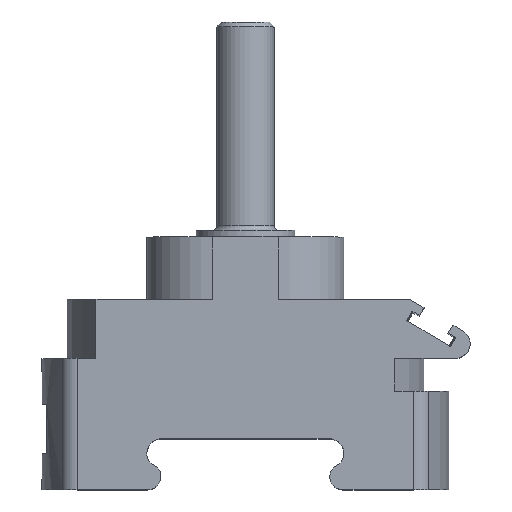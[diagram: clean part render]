
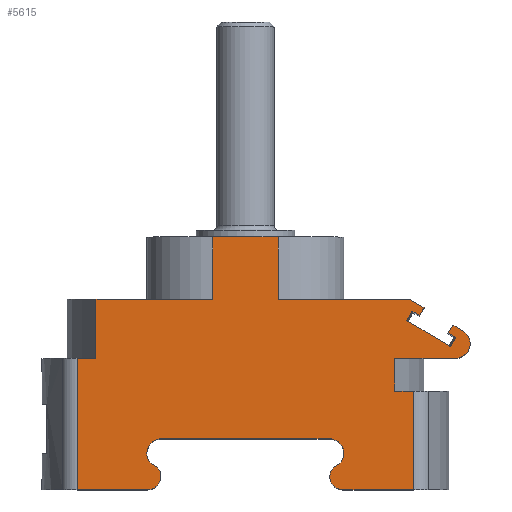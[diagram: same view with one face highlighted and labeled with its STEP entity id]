
A CAD part, top view. The second image highlights one B-rep face of the part: STEP entity #5615.
In plain terms, the highlighted planar face has unit normal (0, 0, 1).
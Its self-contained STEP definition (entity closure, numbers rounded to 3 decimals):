
#183=DIRECTION('',(-1.,0.,0.));
#184=VECTOR('',#183,7.1);
#185=CARTESIAN_POINT('',(-2.,11.6,6.));
#186=LINE('',#185,#184);
#384=DIRECTION('',(0.,-1.,0.));
#385=VECTOR('',#384,3.8);
#386=CARTESIAN_POINT('',(-2.,15.4,6.));
#387=LINE('',#386,#385);
#388=DIRECTION('',(-1.,0.,0.));
#389=VECTOR('',#388,4.);
#390=CARTESIAN_POINT('',(2.,15.4,6.));
#391=LINE('',#390,#389);
#392=DIRECTION('',(0.,1.,0.));
#393=VECTOR('',#392,3.8);
#394=CARTESIAN_POINT('',(2.,11.6,6.));
#395=LINE('',#394,#393);
#396=DIRECTION('',(-0.866,0.5,0.));
#397=VECTOR('',#396,1.025);
#398=CARTESIAN_POINT('',(10.888,11.088,6.));
#399=LINE('',#398,#397);
#400=DIRECTION('',(0.5,0.866,0.));
#401=VECTOR('',#400,0.548);
#402=CARTESIAN_POINT('',(10.614,10.614,6.));
#403=LINE('',#402,#401);
#404=DIRECTION('',(0.869,-0.495,0.));
#405=VECTOR('',#404,0.536);
#406=CARTESIAN_POINT('',(10.148,10.879,6.));
#407=LINE('',#406,#405);
#408=DIRECTION('',(0.484,0.875,0.));
#409=VECTOR('',#408,0.65);
#410=CARTESIAN_POINT('',(9.834,10.31,6.));
#411=LINE('',#410,#409);
#412=DIRECTION('',(-0.858,0.513,0.));
#413=VECTOR('',#412,3.11);
#414=CARTESIAN_POINT('',(12.502,8.714,6.));
#415=LINE('',#414,#413);
#416=DIRECTION('',(-0.5,-0.866,0.));
#417=VECTOR('',#416,0.652);
#418=CARTESIAN_POINT('',(12.828,9.279,6.));
#419=LINE('',#418,#417);
#420=DIRECTION('',(0.856,-0.516,0.));
#421=VECTOR('',#420,0.535);
#422=CARTESIAN_POINT('',(12.37,9.555,6.));
#423=LINE('',#422,#421);
#424=DIRECTION('',(-0.5,-0.866,0.));
#425=VECTOR('',#424,0.548);
#426=CARTESIAN_POINT('',(12.644,10.029,6.));
#427=LINE('',#426,#425);
#428=DIRECTION('',(-0.866,0.5,0.));
#429=VECTOR('',#428,0.7);
#430=CARTESIAN_POINT('',(13.25,9.679,6.));
#431=LINE('',#430,#429);
#432=CARTESIAN_POINT('',(12.8,8.9,6.));
#433=DIRECTION('',(0.,0.,1.));
#434=DIRECTION('',(0.,-1.,0.));
#435=AXIS2_PLACEMENT_3D('',#432,#433,#434);
#437=DIRECTION('',(0.,1.,0.));
#438=VECTOR('',#437,2.);
#439=CARTESIAN_POINT('',(9.1,6.,6.));
#440=LINE('',#439,#438);
#441=DIRECTION('',(1.,0.,0.));
#442=VECTOR('',#441,4.299);
#443=CARTESIAN_POINT('',(5.946,0.,6.));
#444=LINE('',#443,#442);
#445=CARTESIAN_POINT('',(5.946,0.8,6.));
#446=DIRECTION('',(0.,0.,1.));
#447=DIRECTION('',(-0.715,0.7,0.));
#448=AXIS2_PLACEMENT_3D('',#445,#446,#447);
#450=DIRECTION('',(-0.866,-0.5,0.));
#451=VECTOR('',#450,0.43);
#452=CARTESIAN_POINT('',(5.747,1.575,6.));
#453=LINE('',#452,#451);
#454=CARTESIAN_POINT('',(5.1,2.2,6.));
#455=DIRECTION('',(0.,0.,-1.));
#456=DIRECTION('',(0.,1.,0.));
#457=AXIS2_PLACEMENT_3D('',#454,#455,#456);
#459=DIRECTION('',(1.,0.,0.));
#460=VECTOR('',#459,10.2);
#461=CARTESIAN_POINT('',(-5.1,3.1,6.));
#462=LINE('',#461,#460);
#463=CARTESIAN_POINT('',(-5.1,2.2,6.));
#464=DIRECTION('',(0.,0.,-1.));
#465=DIRECTION('',(-0.719,-0.695,0.));
#466=AXIS2_PLACEMENT_3D('',#463,#464,#465);
#468=DIRECTION('',(-0.866,0.5,0.));
#469=VECTOR('',#468,0.43);
#470=CARTESIAN_POINT('',(-5.375,1.36,6.));
#471=LINE('',#470,#469);
#472=CARTESIAN_POINT('',(-5.946,0.8,6.));
#473=DIRECTION('',(0.,0.,1.));
#474=DIRECTION('',(0.,-1.,0.));
#475=AXIS2_PLACEMENT_3D('',#472,#473,#474);
#477=DIRECTION('',(1.,0.,0.));
#478=VECTOR('',#477,4.299);
#479=CARTESIAN_POINT('',(-10.245,0.,6.));
#480=LINE('',#479,#478);
#481=DIRECTION('',(0.,1.,0.));
#482=VECTOR('',#481,3.6);
#483=CARTESIAN_POINT('',(-9.1,8.,6.));
#484=LINE('',#483,#482);
#493=DIRECTION('',(-1.,0.,0.));
#494=VECTOR('',#493,8.);
#495=CARTESIAN_POINT('',(10.,11.6,6.));
#496=LINE('',#495,#494);
#784=DIRECTION('',(1.,0.,0.));
#785=VECTOR('',#784,3.7);
#786=CARTESIAN_POINT('',(9.1,8.,6.));
#787=LINE('',#786,#785);
#788=DIRECTION('',(-1.,0.,0.));
#789=VECTOR('',#788,1.145);
#790=CARTESIAN_POINT('',(10.245,6.,6.));
#791=LINE('',#790,#789);
#810=DIRECTION('',(0.,1.,0.));
#811=VECTOR('',#810,6.);
#812=CARTESIAN_POINT('',(10.245,0.,6.));
#813=LINE('',#812,#811);
#2986=DIRECTION('',(0.,-1.,0.));
#2987=VECTOR('',#2986,8.);
#2988=CARTESIAN_POINT('',(-10.245,8.,6.));
#2989=LINE('',#2988,#2987);
#3004=DIRECTION('',(-1.,0.,0.));
#3005=VECTOR('',#3004,1.145);
#3006=CARTESIAN_POINT('',(-9.1,8.,6.));
#3007=LINE('',#3006,#3005);
#4783=CARTESIAN_POINT('',(-5.1,3.1,6.));
#4784=CARTESIAN_POINT('',(5.1,3.1,6.));
#4785=VERTEX_POINT('',#4783);
#4786=VERTEX_POINT('',#4784);
#4787=CARTESIAN_POINT('',(5.747,1.575,6.));
#4788=VERTEX_POINT('',#4787);
#4789=CARTESIAN_POINT('',(5.375,1.36,6.));
#4790=VERTEX_POINT('',#4789);
#4791=CARTESIAN_POINT('',(5.946,0.,6.));
#4792=VERTEX_POINT('',#4791);
#4793=CARTESIAN_POINT('',(12.8,8.,6.));
#4794=CARTESIAN_POINT('',(13.25,9.679,6.));
#4795=VERTEX_POINT('',#4793);
#4796=VERTEX_POINT('',#4794);
#4797=CARTESIAN_POINT('',(12.644,10.029,6.));
#4798=VERTEX_POINT('',#4797);
#4799=CARTESIAN_POINT('',(10.888,11.088,6.));
#4800=CARTESIAN_POINT('',(10.,11.6,6.));
#4801=VERTEX_POINT('',#4799);
#4802=VERTEX_POINT('',#4800);
#4803=CARTESIAN_POINT('',(-5.946,0.,6.));
#4804=CARTESIAN_POINT('',(-5.375,1.36,6.));
#4805=VERTEX_POINT('',#4803);
#4806=VERTEX_POINT('',#4804);
#4807=CARTESIAN_POINT('',(-5.747,1.575,6.));
#4808=VERTEX_POINT('',#4807);
#4813=CARTESIAN_POINT('',(-9.1,8.,6.));
#4814=CARTESIAN_POINT('',(-9.1,11.6,6.));
#4815=VERTEX_POINT('',#4813);
#4816=VERTEX_POINT('',#4814);
#4821=CARTESIAN_POINT('',(9.1,6.,6.));
#4822=CARTESIAN_POINT('',(9.1,8.,6.));
#4823=VERTEX_POINT('',#4821);
#4824=VERTEX_POINT('',#4822);
#4829=CARTESIAN_POINT('',(10.245,0.,6.));
#4830=VERTEX_POINT('',#4829);
#4831=CARTESIAN_POINT('',(10.245,6.,6.));
#4832=VERTEX_POINT('',#4831);
#4845=CARTESIAN_POINT('',(-10.245,8.,6.));
#4846=VERTEX_POINT('',#4845);
#4847=CARTESIAN_POINT('',(-10.245,0.,6.));
#4848=VERTEX_POINT('',#4847);
#4981=CARTESIAN_POINT('',(-2.,15.4,6.));
#4982=VERTEX_POINT('',#4981);
#4983=CARTESIAN_POINT('',(-2.,11.6,6.));
#4984=VERTEX_POINT('',#4983);
#4985=CARTESIAN_POINT('',(2.,15.4,6.));
#4987=VERTEX_POINT('',#4985);
#4991=CARTESIAN_POINT('',(2.,11.6,6.));
#4992=VERTEX_POINT('',#4991);
#5263=CARTESIAN_POINT('',(12.502,8.714,6.));
#5264=CARTESIAN_POINT('',(9.834,10.31,6.));
#5265=VERTEX_POINT('',#5263);
#5266=VERTEX_POINT('',#5264);
#5275=CARTESIAN_POINT('',(12.37,9.555,6.));
#5276=VERTEX_POINT('',#5275);
#5277=CARTESIAN_POINT('',(10.614,10.614,6.));
#5278=VERTEX_POINT('',#5277);
#5283=CARTESIAN_POINT('',(12.828,9.279,6.));
#5284=VERTEX_POINT('',#5283);
#5285=CARTESIAN_POINT('',(10.148,10.879,6.));
#5286=VERTEX_POINT('',#5285);
#5550=CARTESIAN_POINT('',(0.,0.,6.));
#5551=DIRECTION('',(0.,0.,1.));
#5552=DIRECTION('',(1.,0.,0.));
#5553=AXIS2_PLACEMENT_3D('',#5550,#5551,#5552);
#5554=PLANE('',#5553);
#5555=ORIENTED_EDGE('',*,*,#5478,.F.);
#5556=ORIENTED_EDGE('',*,*,#5459,.F.);
#5557=ORIENTED_EDGE('',*,*,#5439,.F.);
#5559=ORIENTED_EDGE('',*,*,#5558,.F.);
#5561=ORIENTED_EDGE('',*,*,#5560,.F.);
#5563=ORIENTED_EDGE('',*,*,#5562,.F.);
#5565=ORIENTED_EDGE('',*,*,#5564,.F.);
#5567=ORIENTED_EDGE('',*,*,#5566,.F.);
#5569=ORIENTED_EDGE('',*,*,#5568,.F.);
#5571=ORIENTED_EDGE('',*,*,#5570,.F.);
#5573=ORIENTED_EDGE('',*,*,#5572,.F.);
#5575=ORIENTED_EDGE('',*,*,#5574,.F.);
#5577=ORIENTED_EDGE('',*,*,#5576,.F.);
#5579=ORIENTED_EDGE('',*,*,#5578,.F.);
#5581=ORIENTED_EDGE('',*,*,#5580,.F.);
#5583=ORIENTED_EDGE('',*,*,#5582,.F.);
#5585=ORIENTED_EDGE('',*,*,#5584,.F.);
#5587=ORIENTED_EDGE('',*,*,#5586,.F.);
#5589=ORIENTED_EDGE('',*,*,#5588,.F.);
#5591=ORIENTED_EDGE('',*,*,#5590,.F.);
#5593=ORIENTED_EDGE('',*,*,#5592,.F.);
#5595=ORIENTED_EDGE('',*,*,#5594,.F.);
#5597=ORIENTED_EDGE('',*,*,#5596,.F.);
#5599=ORIENTED_EDGE('',*,*,#5598,.F.);
#5601=ORIENTED_EDGE('',*,*,#5600,.F.);
#5603=ORIENTED_EDGE('',*,*,#5602,.F.);
#5605=ORIENTED_EDGE('',*,*,#5604,.F.);
#5607=ORIENTED_EDGE('',*,*,#5606,.F.);
#5609=ORIENTED_EDGE('',*,*,#5608,.F.);
#5611=ORIENTED_EDGE('',*,*,#5610,.T.);
#5612=ORIENTED_EDGE('',*,*,#5509,.F.);
#5613=EDGE_LOOP('',(#5555,#5556,#5557,#5559,#5561,#5563,#5565,#5567,#5569,#5571,
#5573,#5575,#5577,#5579,#5581,#5583,#5585,#5587,#5589,#5591,#5593,#5595,#5597,
#5599,#5601,#5603,#5605,#5607,#5609,#5611,#5612));
#5614=FACE_OUTER_BOUND('',#5613,.F.);
#5615=ADVANCED_FACE('',(#5614),#5554,.T.);
#436=CIRCLE('',#435,0.9);
#449=CIRCLE('',#448,0.8);
#458=CIRCLE('',#457,0.9);
#467=CIRCLE('',#466,0.9);
#476=CIRCLE('',#475,0.8);
#5439=EDGE_CURVE('',#4992,#4987,#395,.T.);
#5459=EDGE_CURVE('',#4987,#4982,#391,.T.);
#5478=EDGE_CURVE('',#4982,#4984,#387,.T.);
#5509=EDGE_CURVE('',#4984,#4816,#186,.T.);
#5558=EDGE_CURVE('',#4802,#4992,#496,.T.);
#5560=EDGE_CURVE('',#4801,#4802,#399,.T.);
#5562=EDGE_CURVE('',#5278,#4801,#403,.T.);
#5564=EDGE_CURVE('',#5286,#5278,#407,.T.);
#5566=EDGE_CURVE('',#5266,#5286,#411,.T.);
#5568=EDGE_CURVE('',#5265,#5266,#415,.T.);
#5570=EDGE_CURVE('',#5284,#5265,#419,.T.);
#5572=EDGE_CURVE('',#5276,#5284,#423,.T.);
#5574=EDGE_CURVE('',#4798,#5276,#427,.T.);
#5576=EDGE_CURVE('',#4796,#4798,#431,.T.);
#5578=EDGE_CURVE('',#4795,#4796,#436,.T.);
#5580=EDGE_CURVE('',#4824,#4795,#787,.T.);
#5582=EDGE_CURVE('',#4823,#4824,#440,.T.);
#5584=EDGE_CURVE('',#4832,#4823,#791,.T.);
#5586=EDGE_CURVE('',#4830,#4832,#813,.T.);
#5588=EDGE_CURVE('',#4792,#4830,#444,.T.);
#5590=EDGE_CURVE('',#4790,#4792,#449,.T.);
#5592=EDGE_CURVE('',#4788,#4790,#453,.T.);
#5594=EDGE_CURVE('',#4786,#4788,#458,.T.);
#5596=EDGE_CURVE('',#4785,#4786,#462,.T.);
#5598=EDGE_CURVE('',#4808,#4785,#467,.T.);
#5600=EDGE_CURVE('',#4806,#4808,#471,.T.);
#5602=EDGE_CURVE('',#4805,#4806,#476,.T.);
#5604=EDGE_CURVE('',#4848,#4805,#480,.T.);
#5606=EDGE_CURVE('',#4846,#4848,#2989,.T.);
#5608=EDGE_CURVE('',#4815,#4846,#3007,.T.);
#5610=EDGE_CURVE('',#4815,#4816,#484,.T.);
